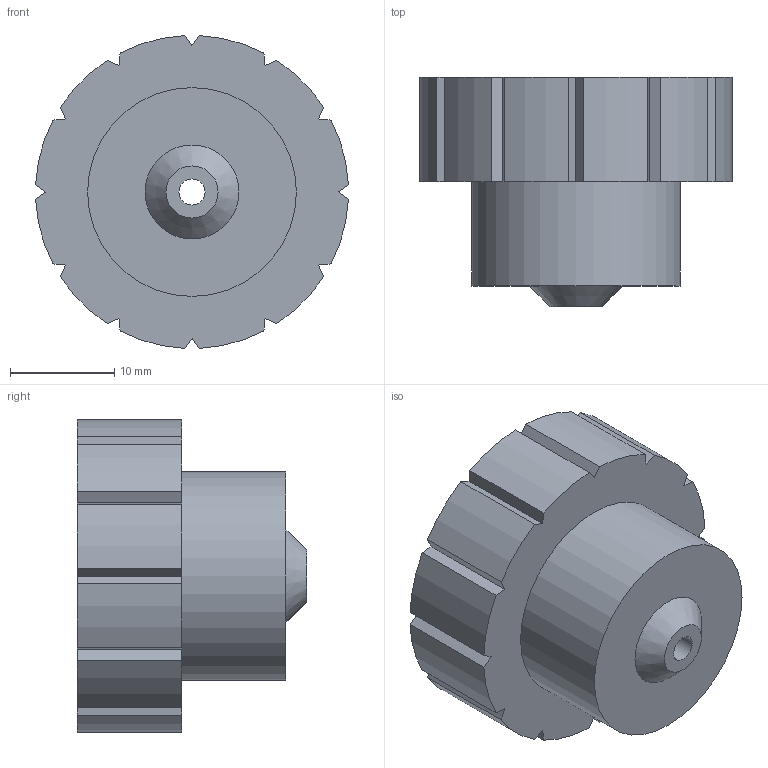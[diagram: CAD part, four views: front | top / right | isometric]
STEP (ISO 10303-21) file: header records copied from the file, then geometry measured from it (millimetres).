
FILE_DESCRIPTION (( 'STEP AP203' ), '1' );
FILE_NAME ('knob.STEP', '2017-07-10T13:17:13', ( '' ), ( '' ), 'SwSTEP 2.0', 'SolidWorks 2017', '' );
FILE_SCHEMA (( 'CONFIG_CONTROL_DESIGN' ));
Length unit declared in the file: millimetre
Products named in the file (1): knob
Bounding box: 29.97 x 22 x 29.97 mm (x, y, z)
Volume: 10096.9 mm3; surface area: 3270.1 mm2
Topology: 1 solids, 1 shells, 43 faces, 118 edges, 79 vertices
Faces by surface type: plane 28, cylinder 14, cone 1
Full cylindrical faces by diameter (mm): 2.5 x1, 20 x1
Entity records: 1427 total; most frequent: CARTESIAN_POINT 236, DIRECTION 232, ORIENTED_EDGE 228, EDGE_CURVE 114, VECTOR 84, LINE 84, VERTEX_POINT 78, AXIS2_PLACEMENT_3D 74
